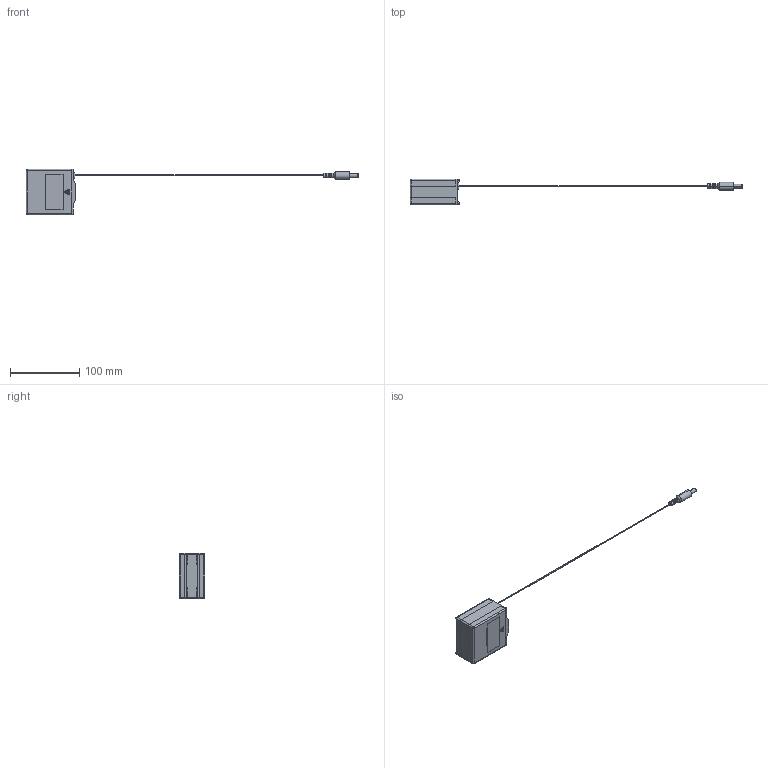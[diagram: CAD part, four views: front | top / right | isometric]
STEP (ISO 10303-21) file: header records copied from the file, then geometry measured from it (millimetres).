
FILE_DESCRIPTION (( 'STEP AP214' ), '1' );
FILE_NAME ('BK-030.STEP', '2019-12-28T17:55:34', ( '' ), ( '' ), 'SwSTEP 2.0', 'SolidWorks 2017', '' );
FILE_SCHEMA (( 'AUTOMOTIVE_DESIGN' ));
Length unit declared in the file: millimetre
Products named in the file (1): BK-030
Bounding box: 478.2 x 37.08 x 65.28 mm (x, y, z)
Volume: 45917.8 mm3; surface area: 66013 mm2
Topology: 17 solids, 17 shells, 1165 faces, 2903 edges, 1888 vertices
Faces by surface type: plane 842, cylinder 179, torus 74, cone 38, bspline 24, sphere 8
Entity records: 49361 total; most frequent: CARTESIAN_POINT 20981, ORIENTED_EDGE 5790, DIRECTION 5749, EDGE_CURVE 2895, LINE 2229, VECTOR 2229, VERTEX_POINT 1888, AXIS2_PLACEMENT_3D 1760
